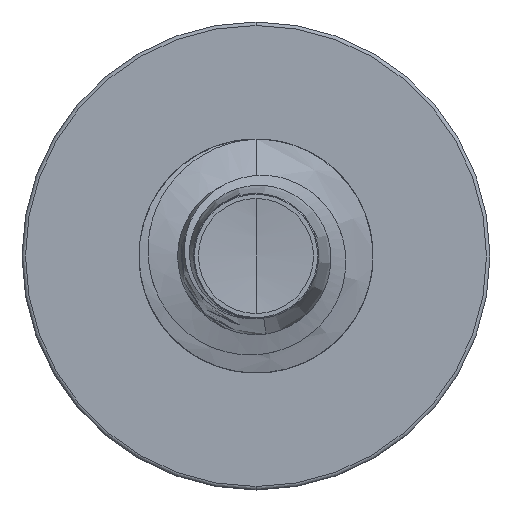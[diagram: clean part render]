
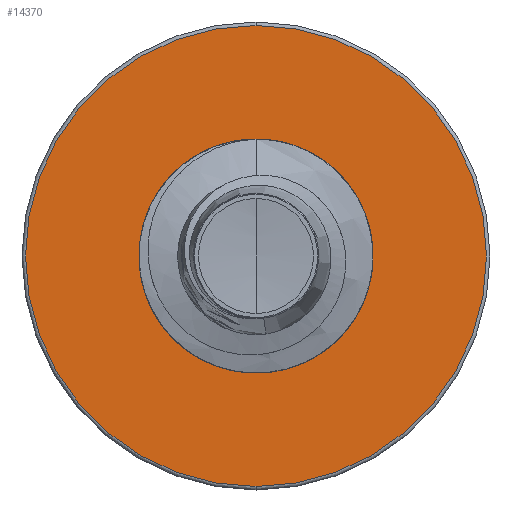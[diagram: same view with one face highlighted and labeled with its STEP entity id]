
A CAD part, front view. The second image highlights one B-rep face of the part: STEP entity #14370.
In plain terms, the highlighted planar face has unit normal (0, -1, 0).
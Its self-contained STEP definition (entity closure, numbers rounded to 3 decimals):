
#55 = DIRECTION ( 'NONE',  ( 0., 0., 1. ) ) ;
#3145 = ORIENTED_EDGE ( 'NONE', *, *, #3984, .F. ) ;
#3440 = ORIENTED_EDGE ( 'NONE', *, *, #16434, .F. ) ;
#3520 = FACE_OUTER_BOUND ( 'NONE', #6450, .T. ) ;
#3778 = ORIENTED_EDGE ( 'NONE', *, *, #12976, .T. ) ;
#3984 = EDGE_CURVE ( 'NONE', #7703, #13112, #9296, .T. ) ;
#4153 = ORIENTED_EDGE ( 'NONE', *, *, #17678, .T. ) ;
#4184 = CARTESIAN_POINT ( 'NONE',  ( 0., 30., -5.91 ) ) ;
#4846 = AXIS2_PLACEMENT_3D ( 'NONE', #24948, #12612, #55 ) ;
#5090 = PLANE ( 'NONE',  #7771 ) ;
#5206 = EDGE_LOOP ( 'NONE', ( #3778, #4153 ) ) ;
#5488 = CIRCLE ( 'NONE', #12496, 2.842 ) ;
#5799 = CIRCLE ( 'NONE', #7252, 5.91 ) ;
#6285 = DIRECTION ( 'NONE',  ( 0., 1., 0. ) ) ;
#6450 = EDGE_LOOP ( 'NONE', ( #3145, #3440 ) ) ;
#6770 = DIRECTION ( 'NONE',  ( 0., 1., 0. ) ) ;
#7252 = AXIS2_PLACEMENT_3D ( 'NONE', #19274, #6770, #21331 ) ;
#7450 = CARTESIAN_POINT ( 'NONE',  ( 0., 30., 2.842 ) ) ;
#7703 = VERTEX_POINT ( 'NONE', #15756 ) ;
#7755 = VERTEX_POINT ( 'NONE', #7450 ) ;
#7771 = AXIS2_PLACEMENT_3D ( 'NONE', #19696, #11128, #23785 ) ;
#9080 = FACE_BOUND ( 'NONE', #5206, .T. ) ;
#9296 = CIRCLE ( 'NONE', #9474, 5.91 ) ;
#9474 = AXIS2_PLACEMENT_3D ( 'NONE', #13845, #13756, #13346 ) ;
#10593 = CARTESIAN_POINT ( 'NONE',  ( 0., 30., -2.842 ) ) ;
#10716 = CIRCLE ( 'NONE', #4846, 2.842 ) ;
#11128 = DIRECTION ( 'NONE',  ( 0., 1., 0. ) ) ;
#12496 = AXIS2_PLACEMENT_3D ( 'NONE', #18805, #6285, #20871 ) ;
#12612 = DIRECTION ( 'NONE',  ( 0., 1., 0. ) ) ;
#12976 = EDGE_CURVE ( 'NONE', #7755, #18000, #5488, .T. ) ;
#13112 = VERTEX_POINT ( 'NONE', #4184 ) ;
#13346 = DIRECTION ( 'NONE',  ( 0., 0., 1. ) ) ;
#13756 = DIRECTION ( 'NONE',  ( 0., 1., 0. ) ) ;
#13845 = CARTESIAN_POINT ( 'NONE',  ( 0., 30., 0. ) ) ;
#14370 = ADVANCED_FACE ( 'NONE', ( #3520, #9080 ), #5090, .F. ) ;
#15756 = CARTESIAN_POINT ( 'NONE',  ( 0., 30., 5.91 ) ) ;
#16434 = EDGE_CURVE ( 'NONE', #13112, #7703, #5799, .T. ) ;
#17678 = EDGE_CURVE ( 'NONE', #18000, #7755, #10716, .T. ) ;
#18000 = VERTEX_POINT ( 'NONE', #10593 ) ;
#18805 = CARTESIAN_POINT ( 'NONE',  ( 0., 30., 0. ) ) ;
#19274 = CARTESIAN_POINT ( 'NONE',  ( 0., 30., 0. ) ) ;
#19696 = CARTESIAN_POINT ( 'NONE',  ( 0., 30., -2.842 ) ) ;
#20871 = DIRECTION ( 'NONE',  ( 0., 0., 1. ) ) ;
#21331 = DIRECTION ( 'NONE',  ( 0., 0., 1. ) ) ;
#23785 = DIRECTION ( 'NONE',  ( 0., 0., 1. ) ) ;
#24948 = CARTESIAN_POINT ( 'NONE',  ( 0., 30., 0. ) ) ;
